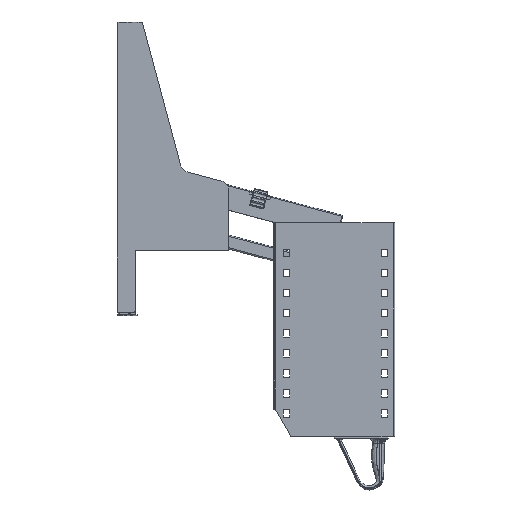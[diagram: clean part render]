
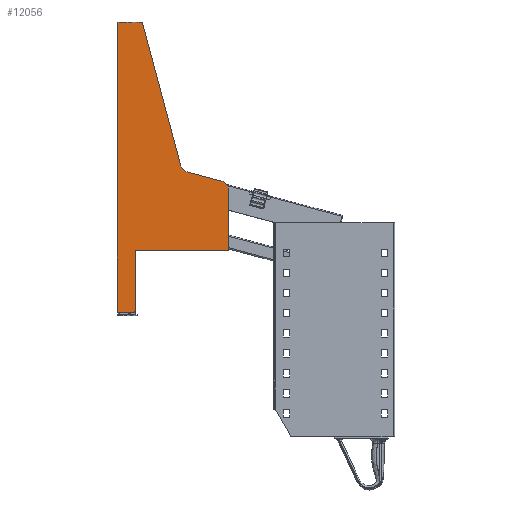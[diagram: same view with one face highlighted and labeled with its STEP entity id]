
A CAD part, left-side view. The second image highlights one B-rep face of the part: STEP entity #12056.
In plain terms, the highlighted planar face has unit normal (-1, 0, 0).
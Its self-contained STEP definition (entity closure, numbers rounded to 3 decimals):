
#953=CIRCLE('',#12924,2.);
#954=CIRCLE('',#12925,2.);
#955=CIRCLE('',#12926,4.);
#956=CIRCLE('',#12927,20.);
#957=CIRCLE('',#12928,20.);
#1430=FACE_OUTER_BOUND('',#2132,.T.);
#2132=EDGE_LOOP('',(#8011,#8012,#8013,#8014,#8015,#8016,#8017,#8018,#8019,
#8020,#8021,#8022,#8023,#8024,#8025,#8026));
#2952=LINE('',#17171,#3937);
#2957=LINE('',#17179,#3942);
#2958=LINE('',#17183,#3943);
#2959=LINE('',#17187,#3944);
#2960=LINE('',#17191,#3945);
#2961=LINE('',#17195,#3946);
#2962=LINE('',#17199,#3947);
#2963=LINE('',#17201,#3948);
#2964=LINE('',#17203,#3949);
#2965=LINE('',#17205,#3950);
#2966=LINE('',#17206,#3951);
#3937=VECTOR('',#14092,10.);
#3942=VECTOR('',#14099,10.);
#3943=VECTOR('',#14102,10.);
#3944=VECTOR('',#14105,10.);
#3945=VECTOR('',#14108,10.);
#3946=VECTOR('',#14111,10.);
#3947=VECTOR('',#14114,10.);
#3948=VECTOR('',#14115,10.);
#3949=VECTOR('',#14116,10.);
#3950=VECTOR('',#14117,10.);
#3951=VECTOR('',#14118,10.);
#4934=VERTEX_POINT('',#17168);
#4935=VERTEX_POINT('',#17170);
#4937=VERTEX_POINT('',#17178);
#4938=VERTEX_POINT('',#17180);
#4939=VERTEX_POINT('',#17182);
#4940=VERTEX_POINT('',#17184);
#4941=VERTEX_POINT('',#17186);
#4942=VERTEX_POINT('',#17188);
#4943=VERTEX_POINT('',#17190);
#4944=VERTEX_POINT('',#17192);
#4945=VERTEX_POINT('',#17194);
#4946=VERTEX_POINT('',#17196);
#4947=VERTEX_POINT('',#17198);
#4948=VERTEX_POINT('',#17200);
#4949=VERTEX_POINT('',#17202);
#4950=VERTEX_POINT('',#17204);
#6097=EDGE_CURVE('',#4934,#4935,#2952,.T.);
#6102=EDGE_CURVE('',#4935,#4937,#2957,.T.);
#6103=EDGE_CURVE('',#4938,#4934,#953,.T.);
#6104=EDGE_CURVE('',#4939,#4938,#2958,.T.);
#6105=EDGE_CURVE('',#4940,#4939,#954,.T.);
#6106=EDGE_CURVE('',#4940,#4941,#2959,.T.);
#6107=EDGE_CURVE('',#4942,#4941,#955,.T.);
#6108=EDGE_CURVE('',#4942,#4943,#2960,.T.);
#6109=EDGE_CURVE('',#4944,#4943,#956,.T.);
#6110=EDGE_CURVE('',#4945,#4944,#2961,.T.);
#6111=EDGE_CURVE('',#4946,#4945,#957,.T.);
#6112=EDGE_CURVE('',#4946,#4947,#2962,.T.);
#6113=EDGE_CURVE('',#4948,#4947,#2963,.T.);
#6114=EDGE_CURVE('',#4949,#4948,#2964,.T.);
#6115=EDGE_CURVE('',#4950,#4949,#2965,.T.);
#6116=EDGE_CURVE('',#4937,#4950,#2966,.T.);
#8011=ORIENTED_EDGE('',*,*,#6102,.F.);
#8012=ORIENTED_EDGE('',*,*,#6097,.F.);
#8013=ORIENTED_EDGE('',*,*,#6103,.F.);
#8014=ORIENTED_EDGE('',*,*,#6104,.F.);
#8015=ORIENTED_EDGE('',*,*,#6105,.F.);
#8016=ORIENTED_EDGE('',*,*,#6106,.T.);
#8017=ORIENTED_EDGE('',*,*,#6107,.F.);
#8018=ORIENTED_EDGE('',*,*,#6108,.T.);
#8019=ORIENTED_EDGE('',*,*,#6109,.F.);
#8020=ORIENTED_EDGE('',*,*,#6110,.F.);
#8021=ORIENTED_EDGE('',*,*,#6111,.F.);
#8022=ORIENTED_EDGE('',*,*,#6112,.T.);
#8023=ORIENTED_EDGE('',*,*,#6113,.F.);
#8024=ORIENTED_EDGE('',*,*,#6114,.F.);
#8025=ORIENTED_EDGE('',*,*,#6115,.F.);
#8026=ORIENTED_EDGE('',*,*,#6116,.F.);
#11412=PLANE('',#12923);
#12056=ADVANCED_FACE('',(#1430),#11412,.T.);
#12923=AXIS2_PLACEMENT_3D('',#17177,#14097,#14098);
#12924=AXIS2_PLACEMENT_3D('',#17181,#14100,#14101);
#12925=AXIS2_PLACEMENT_3D('',#17185,#14103,#14104);
#12926=AXIS2_PLACEMENT_3D('',#17189,#14106,#14107);
#12927=AXIS2_PLACEMENT_3D('',#17193,#14109,#14110);
#12928=AXIS2_PLACEMENT_3D('',#17197,#14112,#14113);
#14092=DIRECTION('',(0.,1.,0.));
#14097=DIRECTION('center_axis',(-1.,0.,0.));
#14098=DIRECTION('ref_axis',(0.,-1.,0.));
#14099=DIRECTION('',(0.,0.,1.));
#14100=DIRECTION('center_axis',(1.,0.,0.));
#14101=DIRECTION('ref_axis',(0.,0.,
-1.));
#14102=DIRECTION('',(0.,0.,-1.));
#14103=DIRECTION('center_axis',(-1.,0.,0.));
#14104=DIRECTION('ref_axis',(0.,0.,
-1.));
#14105=DIRECTION('',(0.,-1.,0.));
#14106=DIRECTION('center_axis',(1.,0.,0.));
#14107=DIRECTION('ref_axis',(0.,0.,
-1.));
#14108=DIRECTION('',(0.,0.,1.));
#14109=DIRECTION('center_axis',(1.,0.,0.));
#14110=DIRECTION('ref_axis',(0.,-1.,0.));
#14111=DIRECTION('',(0.,-0.966,-0.259));
#14112=DIRECTION('center_axis',(-1.,0.,0.));
#14113=DIRECTION('ref_axis',(0.,-0.966,0.259));
#14114=DIRECTION('',(0.,0.259,0.966));
#14115=DIRECTION('',(0.,0.,-1.));
#14116=DIRECTION('',(0.,-1.,0.));
#14117=DIRECTION('',(0.,0.,1.));
#14118=DIRECTION('',(0.,-1.,0.));
#17168=CARTESIAN_POINT('',(-19.35,120.2,-123.5));
#17170=CARTESIAN_POINT('',(-19.35,159.,-123.5));
#17171=CARTESIAN_POINT('',(-19.35,157.,-123.5));
#17177=CARTESIAN_POINT('Origin',(-19.35,157.,226.5));
#17178=CARTESIAN_POINT('',(-19.35,159.,526.5));
#17179=CARTESIAN_POINT('',(-19.35,159.,526.5));
#17180=CARTESIAN_POINT('',(-19.35,118.2,-121.5));
#17181=CARTESIAN_POINT('Origin',(-19.35,120.2,-121.5));
#17182=CARTESIAN_POINT('',(-19.35,118.2,12.5));
#17183=CARTESIAN_POINT('',(-19.35,118.2,-121.5));
#17184=CARTESIAN_POINT('',(-19.35,116.2,14.5));
#17185=CARTESIAN_POINT('Origin',(-19.35,116.2,12.5));
#17186=CARTESIAN_POINT('',(-19.35,-87.,14.5));
#17187=CARTESIAN_POINT('',(-19.35,118.2,14.5));
#17188=CARTESIAN_POINT('',(-19.35,-91.,18.5));
#17189=CARTESIAN_POINT('Origin',(-19.35,-87.,18.5));
#17190=CARTESIAN_POINT('',(-19.35,-91.,151.153));
#17191=CARTESIAN_POINT('',(-19.35,-91.,14.5));
#17192=CARTESIAN_POINT('',(-19.35,-76.176,170.472));
#17193=CARTESIAN_POINT('Origin',(-19.35,-71.,151.153));
#17194=CARTESIAN_POINT('',(-19.35,2.203,191.474));
#17195=CARTESIAN_POINT('',(-19.35,-76.176,170.472));
#17196=CARTESIAN_POINT('',(-19.35,16.345,205.616));
#17197=CARTESIAN_POINT('Origin',(-19.35,-2.973,210.792));
#17198=CARTESIAN_POINT('',(-19.35,102.791,528.235));
#17199=CARTESIAN_POINT('',(-19.35,8.926,177.929));
#17200=CARTESIAN_POINT('',(-19.35,102.791,528.5));
#17201=CARTESIAN_POINT('',(-19.35,102.791,528.5));
#17202=CARTESIAN_POINT('',(-19.35,115.028,528.5));
#17203=CARTESIAN_POINT('',(-19.35,159.,528.5));
#17204=CARTESIAN_POINT('',(-19.35,115.028,526.5));
#17205=CARTESIAN_POINT('',(-19.35,115.028,528.5));
#17206=CARTESIAN_POINT('',(-19.35,145.151,526.5));
